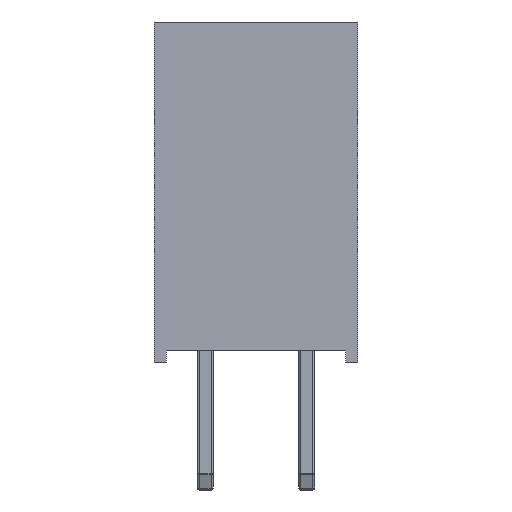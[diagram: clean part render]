
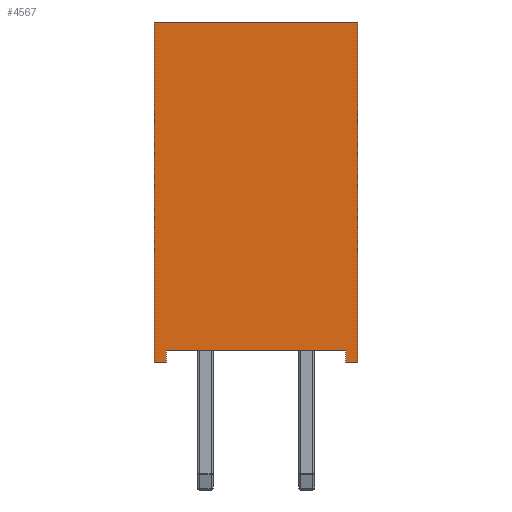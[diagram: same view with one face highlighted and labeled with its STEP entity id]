
A CAD part, left-side view. The second image highlights one B-rep face of the part: STEP entity #4567.
In plain terms, the highlighted planar face has unit normal (-1, 0, 0).
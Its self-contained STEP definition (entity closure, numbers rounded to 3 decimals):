
#594=FACE_OUTER_BOUND('',#884,.T.);
#884=EDGE_LOOP('',(#2944,#2945,#2946,#2947,#2948,#2949,#2950,#2951));
#1206=LINE('',#7104,#1554);
#1207=LINE('',#7107,#1555);
#1209=LINE('',#7111,#1557);
#1210=LINE('',#7113,#1558);
#1211=LINE('',#7115,#1559);
#1212=LINE('',#7117,#1560);
#1213=LINE('',#7119,#1561);
#1214=LINE('',#7120,#1562);
#1554=VECTOR('',#5541,10.);
#1555=VECTOR('',#5544,10.);
#1557=VECTOR('',#5548,10.);
#1558=VECTOR('',#5549,10.);
#1559=VECTOR('',#5550,10.);
#1560=VECTOR('',#5551,10.);
#1561=VECTOR('',#5552,10.);
#1562=VECTOR('',#5553,10.);
#1900=VERTEX_POINT('',#7100);
#1901=VERTEX_POINT('',#7102);
#1902=VERTEX_POINT('',#7106);
#1903=VERTEX_POINT('',#7110);
#1904=VERTEX_POINT('',#7112);
#1905=VERTEX_POINT('',#7114);
#1906=VERTEX_POINT('',#7116);
#1907=VERTEX_POINT('',#7118);
#2278=EDGE_CURVE('',#1900,#1901,#1206,.T.);
#2279=EDGE_CURVE('',#1902,#1900,#1207,.T.);
#2281=EDGE_CURVE('',#1901,#1903,#1209,.T.);
#2282=EDGE_CURVE('',#1903,#1904,#1210,.T.);
#2283=EDGE_CURVE('',#1904,#1905,#1211,.T.);
#2284=EDGE_CURVE('',#1905,#1906,#1212,.T.);
#2285=EDGE_CURVE('',#1907,#1906,#1213,.T.);
#2286=EDGE_CURVE('',#1902,#1907,#1214,.T.);
#2944=ORIENTED_EDGE('',*,*,#2281,.T.);
#2945=ORIENTED_EDGE('',*,*,#2282,.T.);
#2946=ORIENTED_EDGE('',*,*,#2283,.T.);
#2947=ORIENTED_EDGE('',*,*,#2284,.T.);
#2948=ORIENTED_EDGE('',*,*,#2285,.F.);
#2949=ORIENTED_EDGE('',*,*,#2286,.F.);
#2950=ORIENTED_EDGE('',*,*,#2279,.T.);
#2951=ORIENTED_EDGE('',*,*,#2278,.T.);
#4238=PLANE('',#4911);
#4567=ADVANCED_FACE('',(#594),#4238,.T.);
#4911=AXIS2_PLACEMENT_3D('',#7109,#5546,#5547);
#5541=DIRECTION('',(0.,0.,1.));
#5544=DIRECTION('',(0.,-1.,0.));
#5546=DIRECTION('center_axis',(-1.,0.,0.));
#5547=DIRECTION('ref_axis',(0.,-1.,0.));
#5548=DIRECTION('',(0.,-1.,0.));
#5549=DIRECTION('',(0.,0.,-1.));
#5550=DIRECTION('',(0.,-1.,0.));
#5551=DIRECTION('',(0.,0.,1.));
#5552=DIRECTION('',(0.,-1.,0.));
#5553=DIRECTION('',(0.,0.,1.));
#7100=CARTESIAN_POINT('',(-1.27,3.51,0.));
#7102=CARTESIAN_POINT('',(-1.27,3.51,0.3));
#7104=CARTESIAN_POINT('',(-1.27,3.51,0.));
#7106=CARTESIAN_POINT('',(-1.27,3.81,0.));
#7107=CARTESIAN_POINT('',(-1.27,3.81,0.));
#7109=CARTESIAN_POINT('Origin',(-1.27,1.27,0.));
#7110=CARTESIAN_POINT('',(-1.27,-0.97,0.3));
#7111=CARTESIAN_POINT('',(-1.27,1.27,0.3));
#7112=CARTESIAN_POINT('',(-1.27,-0.97,0.));
#7113=CARTESIAN_POINT('',(-1.27,-0.97,0.));
#7114=CARTESIAN_POINT('',(-1.27,-1.27,0.));
#7115=CARTESIAN_POINT('',(-1.27,1.27,0.));
#7116=CARTESIAN_POINT('',(-1.27,-1.27,8.5));
#7117=CARTESIAN_POINT('',(-1.27,-1.27,0.));
#7118=CARTESIAN_POINT('',(-1.27,3.81,8.5));
#7119=CARTESIAN_POINT('',(-1.27,3.81,8.5));
#7120=CARTESIAN_POINT('',(-1.27,3.81,0.));
